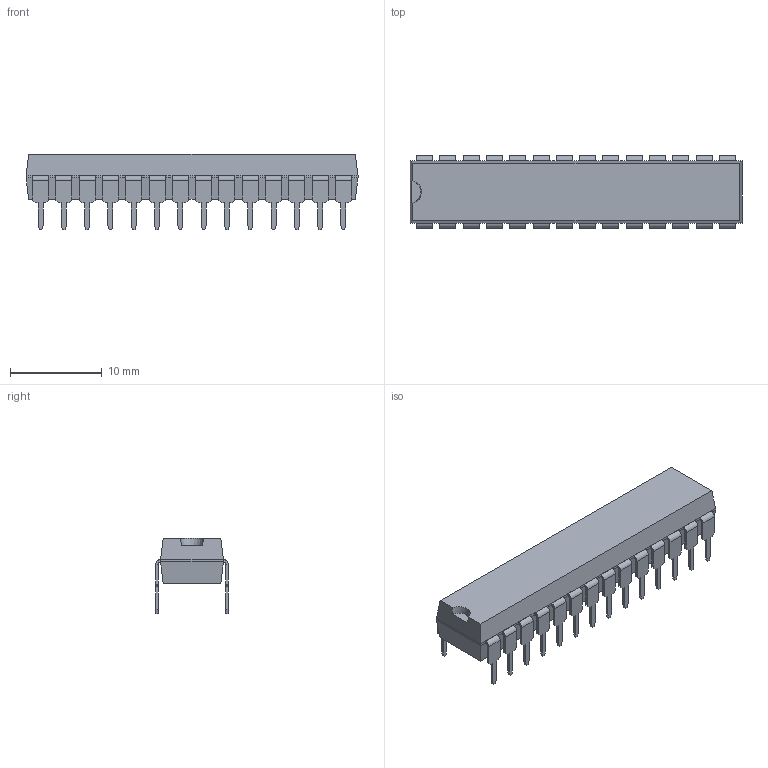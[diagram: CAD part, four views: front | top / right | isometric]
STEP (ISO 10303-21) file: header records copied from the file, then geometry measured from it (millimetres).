
FILE_DESCRIPTION(('STEP AP214'), '1');
FILE_NAME('MS-001AG', '', ('UNSPECIFIED'), ('UNSPECIFIED'), 'ASCON STEP Converter 1.3', 'ASCON Math Kernel', '');
FILE_SCHEMA(('AUTOMOTIVE_DESIGN { 1 0 10303 214 3 1 1}'));
Length unit declared in the file: millimetre
Bounding box: 36.2 x 7.87 x 8.28 mm (x, y, z)
Volume: 1219.2 mm3; surface area: 1387.7 mm2
Topology: 29 solids, 29 shells, 632 faces, 1490 edges, 916 vertices
Faces by surface type: plane 575, cylinder 56, cone 1
Entity records: 23078 total; most frequent: CARTESIAN_POINT 3047, ORIENTED_EDGE 2980, DIRECTION 2868, EDGE_CURVE 1490, LINE 1374, VECTOR 1374, VERTEX_POINT 916, AXIS2_PLACEMENT_3D 747
